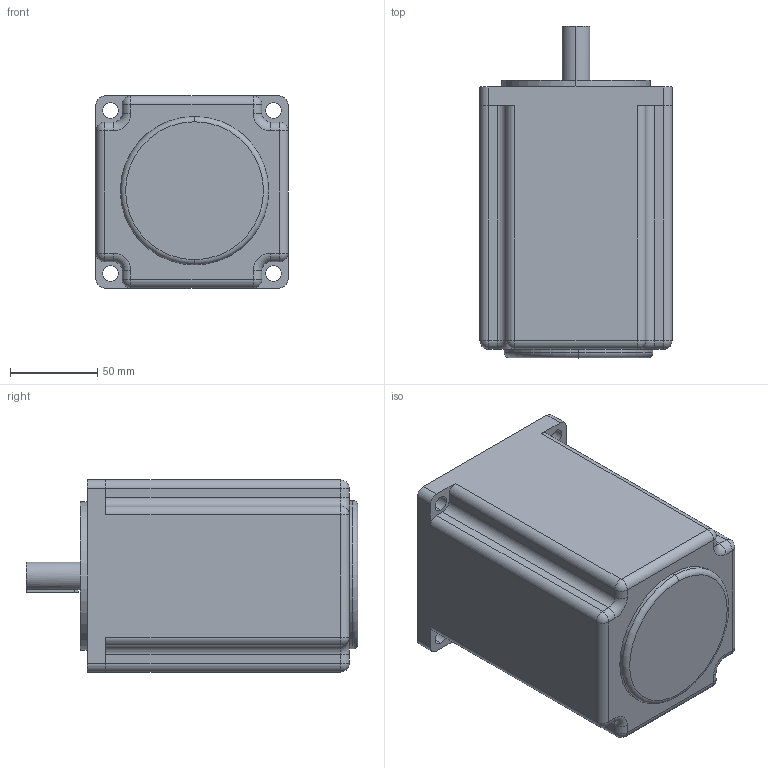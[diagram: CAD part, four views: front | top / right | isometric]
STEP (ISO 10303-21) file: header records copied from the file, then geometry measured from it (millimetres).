
FILE_DESCRIPTION (( 'STEP AP203' ), '1' );
FILE_NAME ('SS4203A65A.STEP', '2021-07-21T08:09:23', ( '微软用户' ), ( '微软中国' ), 'SwSTEP 2.0', 'SolidWorks 2016', '' );
FILE_SCHEMA (( 'CONFIG_CONTROL_DESIGN' ));
Length unit declared in the file: millimetre
Products named in the file (1): SS4203A65A
Bounding box: 110 x 190 x 110 mm (x, y, z)
Volume: 1738117.6 mm3; surface area: 90650.1 mm2
Topology: 1 solids, 1 shells, 134 faces, 324 edges, 199 vertices
Faces by surface type: cylinder 60, plane 60, sphere 8, torus 6
Entity records: 3961 total; most frequent: DIRECTION 710, CARTESIAN_POINT 676, ORIENTED_EDGE 632, EDGE_CURVE 316, AXIS2_PLACEMENT_3D 261, VERTEX_POINT 199, LINE 188, VECTOR 188
